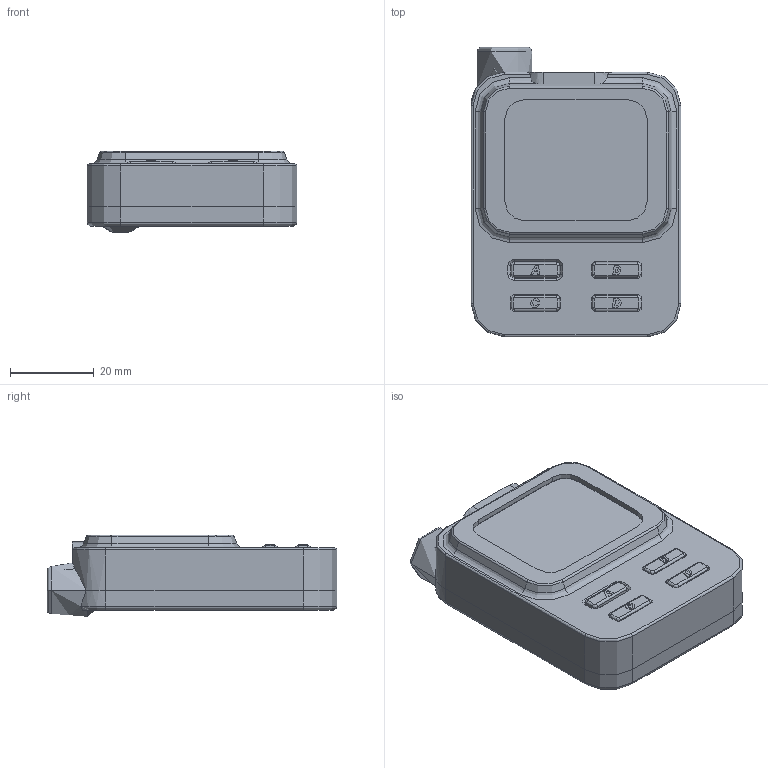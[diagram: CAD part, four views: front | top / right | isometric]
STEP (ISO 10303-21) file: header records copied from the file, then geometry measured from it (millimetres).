
FILE_DESCRIPTION(/* description */ (''),/* implementation_level */ '2;1');
FILE_NAME(/* name */ 'SPACE v8.step',/* time_stamp */ '2025-09-29T15:33:56+05:30',/* author */ (''),/* organization */ (''),/* preprocessor_version */ 'ST-DEVELOPER v20.1',/* originating_system */ 'Autodesk Translation Framework v14.17.0.0',/* authorisation */ '');
FILE_SCHEMA (('AUTOMOTIVE_DESIGN { 1 0 10303 214 3 1 1 }'));
Products named in the file (248): SPACE; DISPLAY; 1_69INCH-240X280-LCD; ESP32-S3-LCD-1_69-PCBA_ASM; HP1_25MM-2P-SMT-HORIZONTAL; PITCH1MM-12PIN-SMT-HORIZONTAL; PITCH1MM-2PIN-SMT-V; C001; C03; SWITCH-TS24CA; PCB_ASM; BOARD; R26_ASM; USER_LIBRARY-RES_0603-0201_ASM; R23_ASM; USER_LIBRARY-RES_0603-0201_ASM_1; R19_ASM; USER_LIBRARY-RES_0603-0201_ASM_2; R18_ASM; USER_LIBRARY-RES_0603-0201_ASM_3; R17_ASM; USER_LIBRARY-RES_0603-0201_ASM_4; L4_ASM; 1194956864_ASM; C27_ASM; C_0402_ASM; C_0402-4045_AF0_ASM_ASM; C_0402-672_AF0_ASM_ASM; C26_ASM; C_0402_ASM_1; C_0402-4045_AF0_ASM_ASM_1; C_0402-672_AF0_ASM_ASM_1; C25_ASM; USER_LIBRARY-0201_0603M__CAP_ASM; C24_ASM; USER_LIBRARY-0201_0603M__CAP_ASM_1; H2_ASM; 698B116-264-211_ASM; SOLID-65107; SOLID-155321 ...
Assembly tree (460 placements, depth 9):
  SPACE
    DISPLAY
      1_69INCH-240X280-LCD
      ESP32-S3-LCD-1_69-PCBA_ASM
        SWITCH-TS24CA  x3
        HP1_25MM-2P-SMT-HORIZONTAL
        PITCH1MM-12PIN-SMT-HORIZONTAL
        PITCH1MM-2PIN-SMT-V
        C001
        C03
        PCB_ASM
          BOARD
          R26_ASM
            USER_LIBRARY-RES_0603-0201_ASM
              USER_LIBRARY-RES_0603-0201_1
              USER_LIBRARY-RES_0603-0201_2
              USER_LIBRARY-RES_0603-0201_3
              USER_LIBRARY-RES_0603-0201_4
          R23_ASM
            USER_LIBRARY-RES_0603-0201_ASM_1
              USER_LIBRARY-RES_0603-0201_1
              USER_LIBRARY-RES_0603-0201_2
              USER_LIBRARY-RES_0603-0201_3
              USER_LIBRARY-RES_0603-0201_4
          R19_ASM
            USER_LIBRARY-RES_0603-0201_ASM_2
              USER_LIBRARY-RES_0603-0201_1
              USER_LIBRARY-RES_0603-0201_2
              USER_LIBRARY-RES_0603-0201_3
              USER_LIBRARY-RES_0603-0201_4
          R18_ASM
            USER_LIBRARY-RES_0603-0201_ASM_3
              USER_LIBRARY-RES_0603-0201_1
              USER_LIBRARY-RES_0603-0201_2
              USER_LIBRARY-RES_0603-0201_3
              USER_LIBRARY-RES_0603-0201_4
          R17_ASM
            USER_LIBRARY-RES_0603-0201_ASM_4
              USER_LIBRARY-RES_0603-0201_1
              USER_LIBRARY-RES_0603-0201_2
              USER_LIBRARY-RES_0603-0201_3
              USER_LIBRARY-RES_0603-0201_4
          L4_ASM
            1194956864_ASM
              EXTRUDED-15486
          C27_ASM
            C_0402_ASM
              C_0402-4045_AF0_ASM_ASM
                C_0402-672_AF0_ASM_ASM
                  _1_10001
                  3_1_A
                  2_100
          C26_ASM
            C_0402_ASM_1
              C_0402-4045_AF0_ASM_ASM_1
                C_0402-672_AF0_ASM_ASM_1
                  _1_10001
                  3_1_A
                  2_100
          C25_ASM
Bounding box: 50 x 69 x 19.4 mm (x, y, z)
Volume: 18059.2 mm3; surface area: 29873.7 mm2
Topology: 41 solids, 60 shells, 7308 faces, 19581 edges, 12707 vertices
Faces by surface type: plane 4214, bspline 1530, cylinder 1316, torus 100, sphere 90, cone 58
Full cylindrical faces by diameter (mm): 0.1 x1, 0.2 x1, 0.5 x8, 0.7 x6, 0.762 x2, 0.8 x16, 2 x34, 2.19 x4, 2.25 x4, 2.4 x4, 2.6 x4, 2.8 x4, 3.5 x4, 5 x4, 5.4 x4, 7 x4
Entity records: 320616 total; most frequent: CARTESIAN_POINT 146110, ORIENTED_EDGE 37445, DIRECTION 30918, EDGE_CURVE 18727, LINE 12886, VECTOR 12886, VERTEX_POINT 12223, AXIS2_PLACEMENT_3D 9016
